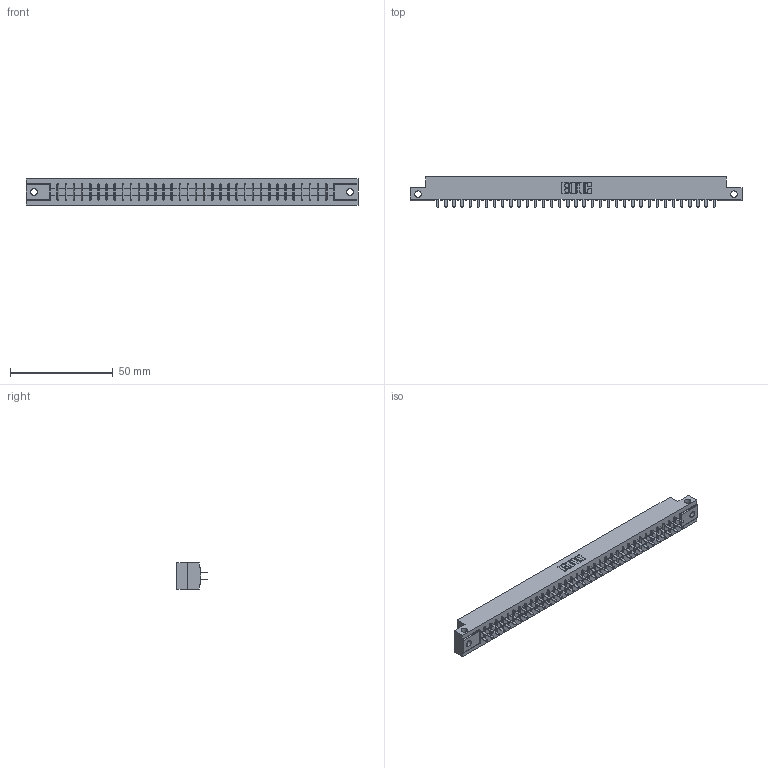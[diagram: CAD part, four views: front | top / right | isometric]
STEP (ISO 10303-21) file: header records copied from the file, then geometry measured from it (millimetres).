
FILE_DESCRIPTION (( 'STEP AP203' ), '1' );
FILE_NAME ('355-070-521-512.STEP', '2020-09-20T09:33:36', ( '' ), ( '' ), 'SwSTEP 2.0', 'SolidWorks 2020', '' );
FILE_SCHEMA (( 'CONFIG_CONTROL_DESIGN' ));
Length unit declared in the file: inch
Products named in the file (3): 305 Part_.128 Dia; 355-070-521-512; 305-290-001_521
Assembly tree (71 placements, depth 2):
  355-070-521-512
    305 Part_.128 Dia
    305-290-001_521  x70
Bounding box: 161.7 x 14.86 x 12.7 mm (x, y, z)
Volume: 16075.9 mm3; surface area: 20815.8 mm2
Topology: 71 solids, 71 shells, 3348 faces, 9557 edges, 6178 vertices
Faces by surface type: plane 1958, cylinder 1250, sphere 140
Entity records: 39034 total; most frequent: CARTESIAN_POINT 6507, ORIENTED_EDGE 6414, DIRECTION 6239, EDGE_CURVE 3207, LINE 2571, VECTOR 2571, VERTEX_POINT 2038, AXIS2_PLACEMENT_3D 1834
